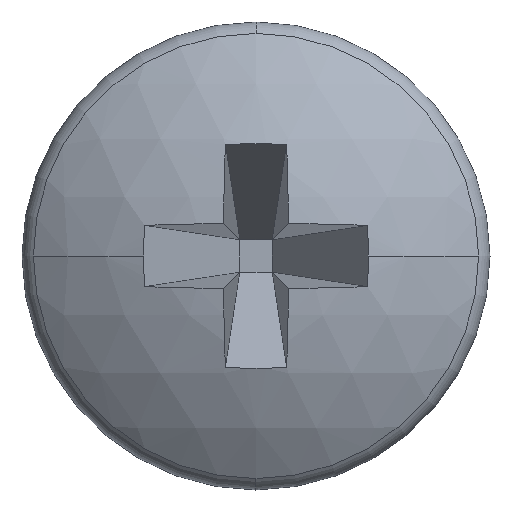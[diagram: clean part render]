
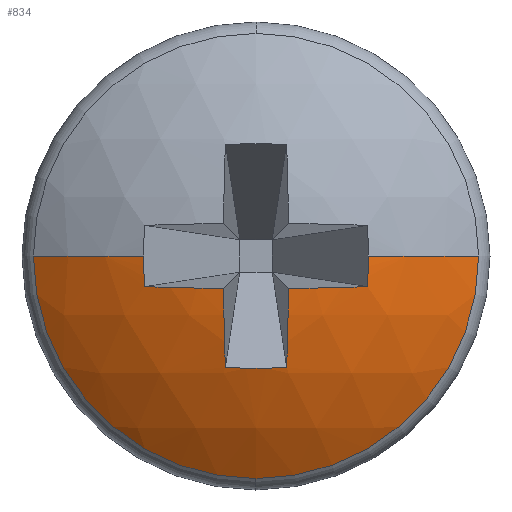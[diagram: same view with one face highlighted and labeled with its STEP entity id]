
A CAD part, left-side view. The second image highlights one B-rep face of the part: STEP entity #834.
In plain terms, the highlighted spherical face has radius 4 mm.
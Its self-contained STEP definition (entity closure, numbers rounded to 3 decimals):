
#9 = AXIS2_PLACEMENT_3D ( 'NONE', #679, #457, #835 ) ;
#13 = CIRCLE ( 'NONE', #661, 3.763 ) ;
#20 = ORIENTED_EDGE ( 'NONE', *, *, #1005, .F. ) ;
#25 = AXIS2_PLACEMENT_3D ( 'NONE', #70, #836, #386 ) ;
#50 = EDGE_CURVE ( 'NONE', #490, #829, #337, .T. ) ;
#51 = CARTESIAN_POINT ( 'NONE',  ( 3.988, 0., 0.106 ) ) ;
#67 = ORIENTED_EDGE ( 'NONE', *, *, #697, .T. ) ;
#70 = CARTESIAN_POINT ( 'NONE',  ( 3.178, 0., 1.08 ) ) ;
#75 = EDGE_CURVE ( 'NONE', #346, #490, #654, .T. ) ;
#79 = CARTESIAN_POINT ( 'NONE',  ( 4., 0., 0. ) ) ;
#89 = CIRCLE ( 'NONE', #914, 4. ) ;
#94 = VERTEX_POINT ( 'NONE', #847 ) ;
#97 = EDGE_CURVE ( 'NONE', #346, #651, #199, .T. ) ;
#104 = ORIENTED_EDGE ( 'NONE', *, *, #50, .F. ) ;
#123 = EDGE_LOOP ( 'NONE', ( #443, #229, #67, #268, #104, #564, #431, #903, #850, #138, #20 ) ) ;
#138 = ORIENTED_EDGE ( 'NONE', *, *, #888, .T. ) ;
#165 = CARTESIAN_POINT ( 'NONE',  ( 4., 0., 0. ) ) ;
#182 = CARTESIAN_POINT ( 'NONE',  ( 0.784, 0., -2.378 ) ) ;
#199 = CIRCLE ( 'NONE', #25, 3.763 ) ;
#215 = CARTESIAN_POINT ( 'NONE',  ( 0.184, -1.2, 0. ) ) ;
#219 = CARTESIAN_POINT ( 'NONE',  ( 4., 0., 0. ) ) ;
#220 = VERTEX_POINT ( 'NONE', #215 ) ;
#225 = DIRECTION ( 'NONE',  ( -0.994, -0.114, 0. ) ) ;
#227 = CIRCLE ( 'NONE', #1020, 3.999 ) ;
#229 = ORIENTED_EDGE ( 'NONE', *, *, #631, .T. ) ;
#238 = AXIS2_PLACEMENT_3D ( 'NONE', #450, #445, #225 ) ;
#268 = ORIENTED_EDGE ( 'NONE', *, *, #736, .T. ) ;
#270 = CARTESIAN_POINT ( 'NONE',  ( 0.03, 0.347, -0.347 ) ) ;
#297 = EDGE_CURVE ( 'NONE', #94, #823, #741, .T. ) ;
#314 = CARTESIAN_POINT ( 'NONE',  ( 3.988, -0.106, 0. ) ) ;
#333 = EDGE_CURVE ( 'NONE', #870, #732, #728, .T. ) ;
#337 = CIRCLE ( 'NONE', #583, 3.999 ) ;
#346 = VERTEX_POINT ( 'NONE', #512 ) ;
#355 = DIRECTION ( 'NONE',  ( 0.796, 0.606, 0. ) ) ;
#357 = CARTESIAN_POINT ( 'NONE',  ( 0.03, -0.347, -0.347 ) ) ;
#359 = DIRECTION ( 'NONE',  ( 0.994, 0., 0.114 ) ) ;
#380 = CIRCLE ( 'NONE', #746, 3.763 ) ;
#386 = DIRECTION ( 'NONE',  ( -0.796, 0., -0.606 ) ) ;
#395 = AXIS2_PLACEMENT_3D ( 'NONE', #219, #543, #849 ) ;
#405 = DIRECTION ( 'NONE',  ( 0., 1., 0. ) ) ;
#409 = CIRCLE ( 'NONE', #733, 4. ) ;
#425 = AXIS2_PLACEMENT_3D ( 'NONE', #682, #996, #774 ) ;
#431 = ORIENTED_EDGE ( 'NONE', *, *, #97, .T. ) ;
#443 = ORIENTED_EDGE ( 'NONE', *, *, #297, .T. ) ;
#445 = DIRECTION ( 'NONE',  ( -0.114, 0.994, 0. ) ) ;
#450 = CARTESIAN_POINT ( 'NONE',  ( 3.988, 0.106, 0. ) ) ;
#457 = DIRECTION ( 'NONE',  ( -1., 0., 0. ) ) ;
#478 = DIRECTION ( 'NONE',  ( 1., 0., 0. ) ) ;
#490 = VERTEX_POINT ( 'NONE', #357 ) ;
#502 = FACE_OUTER_BOUND ( 'NONE', #123, .T. ) ;
#512 = CARTESIAN_POINT ( 'NONE',  ( 0.196, -0.328, -1.191 ) ) ;
#517 = DIRECTION ( 'NONE',  ( -0.114, 0., 0.994 ) ) ;
#519 = CARTESIAN_POINT ( 'NONE',  ( 3.178, 1.08, 0. ) ) ;
#526 = SPHERICAL_SURFACE ( 'NONE', #395, 4. ) ;
#543 = DIRECTION ( 'NONE',  ( 0., 0., -1. ) ) ;
#551 = DIRECTION ( 'NONE',  ( 0., 0., 1. ) ) ;
#564 = ORIENTED_EDGE ( 'NONE', *, *, #75, .F. ) ;
#583 = AXIS2_PLACEMENT_3D ( 'NONE', #51, #517, #820 ) ;
#598 = VERTEX_POINT ( 'NONE', #940 ) ;
#600 = DIRECTION ( 'NONE',  ( 0.606, 0.796, 0. ) ) ;
#631 = EDGE_CURVE ( 'NONE', #823, #838, #1018, .T. ) ;
#651 = VERTEX_POINT ( 'NONE', #923 ) ;
#654 = CIRCLE ( 'NONE', #238, 3.999 ) ;
#656 = DIRECTION ( 'NONE',  ( 0., 0., -1. ) ) ;
#661 = AXIS2_PLACEMENT_3D ( 'NONE', #853, #600, #771 ) ;
#679 = CARTESIAN_POINT ( 'NONE',  ( 0.784, 0., 0. ) ) ;
#681 = EDGE_CURVE ( 'NONE', #732, #651, #227, .T. ) ;
#682 = CARTESIAN_POINT ( 'NONE',  ( 0.784, 0., 0. ) ) ;
#697 = EDGE_CURVE ( 'NONE', #838, #220, #89, .T. ) ;
#728 = CIRCLE ( 'NONE', #858, 3.999 ) ;
#732 = VERTEX_POINT ( 'NONE', #270 ) ;
#733 = AXIS2_PLACEMENT_3D ( 'NONE', #79, #551, #478 ) ;
#736 = EDGE_CURVE ( 'NONE', #220, #829, #380, .T. ) ;
#737 = CARTESIAN_POINT ( 'NONE',  ( 3.988, 0., 0.106 ) ) ;
#741 = CIRCLE ( 'NONE', #9, 2.378 ) ;
#746 = AXIS2_PLACEMENT_3D ( 'NONE', #519, #901, #355 ) ;
#771 = DIRECTION ( 'NONE',  ( -0.796, 0.606, 0. ) ) ;
#774 = DIRECTION ( 'NONE',  ( 0., 0., 1. ) ) ;
#820 = DIRECTION ( 'NONE',  ( 0.994, 0., 0.114 ) ) ;
#823 = VERTEX_POINT ( 'NONE', #182 ) ;
#829 = VERTEX_POINT ( 'NONE', #883 ) ;
#834 = ADVANCED_FACE ( 'NONE', ( #502 ), #526, .T. ) ;
#835 = DIRECTION ( 'NONE',  ( 0., 0., 1. ) ) ;
#836 = DIRECTION ( 'NONE',  ( 0.606, 0., -0.796 ) ) ;
#837 = CARTESIAN_POINT ( 'NONE',  ( 0.196, 1.191, -0.328 ) ) ;
#838 = VERTEX_POINT ( 'NONE', #893 ) ;
#847 = CARTESIAN_POINT ( 'NONE',  ( 0.784, 2.378, 0. ) ) ;
#849 = DIRECTION ( 'NONE',  ( 0., 1., 0. ) ) ;
#850 = ORIENTED_EDGE ( 'NONE', *, *, #333, .F. ) ;
#853 = CARTESIAN_POINT ( 'NONE',  ( 3.178, -1.08, 0. ) ) ;
#858 = AXIS2_PLACEMENT_3D ( 'NONE', #737, #997, #359 ) ;
#870 = VERTEX_POINT ( 'NONE', #837 ) ;
#883 = CARTESIAN_POINT ( 'NONE',  ( 0.196, -1.191, -0.328 ) ) ;
#888 = EDGE_CURVE ( 'NONE', #870, #598, #13, .T. ) ;
#893 = CARTESIAN_POINT ( 'NONE',  ( 0.784, -2.378, 0. ) ) ;
#901 = DIRECTION ( 'NONE',  ( 0.606, -0.796, 0. ) ) ;
#903 = ORIENTED_EDGE ( 'NONE', *, *, #681, .F. ) ;
#914 = AXIS2_PLACEMENT_3D ( 'NONE', #165, #656, #405 ) ;
#923 = CARTESIAN_POINT ( 'NONE',  ( 0.196, 0.328, -1.191 ) ) ;
#940 = CARTESIAN_POINT ( 'NONE',  ( 0.184, 1.2, 0. ) ) ;
#949 = DIRECTION ( 'NONE',  ( 0.994, -0.114, 0. ) ) ;
#954 = DIRECTION ( 'NONE',  ( -0.114, -0.994, 0. ) ) ;
#996 = DIRECTION ( 'NONE',  ( -1., 0., 0. ) ) ;
#997 = DIRECTION ( 'NONE',  ( -0.114, 0., 0.994 ) ) ;
#1005 = EDGE_CURVE ( 'NONE', #94, #598, #409, .T. ) ;
#1018 = CIRCLE ( 'NONE', #425, 2.378 ) ;
#1020 = AXIS2_PLACEMENT_3D ( 'NONE', #314, #954, #949 ) ;
